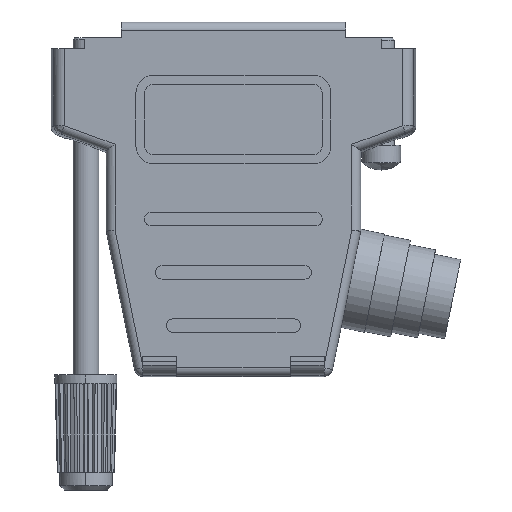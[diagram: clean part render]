
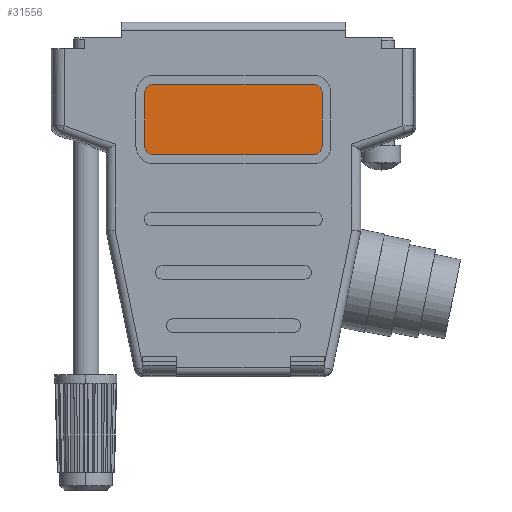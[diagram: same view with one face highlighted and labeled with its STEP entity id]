
A CAD part, front view. The second image highlights one B-rep face of the part: STEP entity #31556.
In plain terms, the highlighted planar face has unit normal (0, -1, 0).
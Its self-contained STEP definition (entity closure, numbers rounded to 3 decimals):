
#698 = CARTESIAN_POINT ( 'NONE',  ( -9., 0.2, -8. ) ) ;
#705 = DIRECTION ( 'NONE',  ( 0., -1., 0. ) ) ;
#867 = VERTEX_POINT ( 'NONE', #2883 ) ;
#1578 = ORIENTED_EDGE ( 'NONE', *, *, #19597, .T. ) ;
#1743 = VECTOR ( 'NONE', #5277, 1000. ) ;
#2057 = CARTESIAN_POINT ( 'NONE',  ( -9., 0.2, -15. ) ) ;
#2812 = CARTESIAN_POINT ( 'NONE',  ( 9., 0.2, -14. ) ) ;
#2861 = CARTESIAN_POINT ( 'NONE',  ( 9., 0.2, -7. ) ) ;
#2883 = CARTESIAN_POINT ( 'NONE',  ( -9., 0.2, -7. ) ) ;
#3129 = VERTEX_POINT ( 'NONE', #21615 ) ;
#3216 = AXIS2_PLACEMENT_3D ( 'NONE', #2812, #705, #8689 ) ;
#3262 = DIRECTION ( 'NONE',  ( 0., 0., -1. ) ) ;
#4201 = DIRECTION ( 'NONE',  ( 0., 0., -1. ) ) ;
#4599 = CARTESIAN_POINT ( 'NONE',  ( 10., 0.2, -14. ) ) ;
#5170 = DIRECTION ( 'NONE',  ( 0., -1., 0. ) ) ;
#5277 = DIRECTION ( 'NONE',  ( -1., 0., 0. ) ) ;
#5424 = AXIS2_PLACEMENT_3D ( 'NONE', #15804, #5170, #3262 ) ;
#6132 = CARTESIAN_POINT ( 'NONE',  ( 9., 0.2, -7. ) ) ;
#6195 = CARTESIAN_POINT ( 'NONE',  ( 10., 0.2, -14. ) ) ;
#6464 = DIRECTION ( 'NONE',  ( 0., 0., -1. ) ) ;
#6537 = LINE ( 'NONE', #6195, #11969 ) ;
#7351 = VERTEX_POINT ( 'NONE', #22452 ) ;
#8689 = DIRECTION ( 'NONE',  ( 0., 0., -1. ) ) ;
#8729 = CARTESIAN_POINT ( 'NONE',  ( -10., 0.2, -8. ) ) ;
#9072 = CIRCLE ( 'NONE', #29086, 1. ) ;
#10064 = VERTEX_POINT ( 'NONE', #6132 ) ;
#10610 = VERTEX_POINT ( 'NONE', #17178 ) ;
#11272 = EDGE_CURVE ( 'NONE', #10064, #867, #21296, .T. ) ;
#11604 = DIRECTION ( 'NONE',  ( 0., 0., 1. ) ) ;
#11969 = VECTOR ( 'NONE', #11604, 1000. ) ;
#12055 = FACE_OUTER_BOUND ( 'NONE', #23668, .T. ) ;
#13838 = ORIENTED_EDGE ( 'NONE', *, *, #16026, .T. ) ;
#14638 = ORIENTED_EDGE ( 'NONE', *, *, #16268, .T. ) ;
#14857 = AXIS2_PLACEMENT_3D ( 'NONE', #30673, #33275, #4201 ) ;
#14941 = AXIS2_PLACEMENT_3D ( 'NONE', #698, #24886, #16360 ) ;
#15639 = DIRECTION ( 'NONE',  ( 1., 0., 0. ) ) ;
#15804 = CARTESIAN_POINT ( 'NONE',  ( 9., 0.2, -8. ) ) ;
#16026 = EDGE_CURVE ( 'NONE', #867, #7351, #23841, .T. ) ;
#16268 = EDGE_CURVE ( 'NONE', #10610, #17938, #31301, .T. ) ;
#16350 = VECTOR ( 'NONE', #15639, 1000. ) ;
#16360 = DIRECTION ( 'NONE',  ( 0., 0., -1. ) ) ;
#16728 = EDGE_CURVE ( 'NONE', #7351, #3129, #21968, .T. ) ;
#17178 = CARTESIAN_POINT ( 'NONE',  ( -9., 0.2, -15. ) ) ;
#17458 = VECTOR ( 'NONE', #6464, 1000. ) ;
#17730 = CARTESIAN_POINT ( 'NONE',  ( -9., 0.2, -14. ) ) ;
#17938 = VERTEX_POINT ( 'NONE', #29807 ) ;
#18225 = CIRCLE ( 'NONE', #3216, 1. ) ;
#18625 = ORIENTED_EDGE ( 'NONE', *, *, #22802, .T. ) ;
#19597 = EDGE_CURVE ( 'NONE', #23134, #10064, #32117, .T. ) ;
#19880 = PLANE ( 'NONE',  #14857 ) ;
#19916 = EDGE_CURVE ( 'NONE', #17938, #26079, #18225, .T. ) ;
#20258 = CARTESIAN_POINT ( 'NONE',  ( 10., 0.2, -8. ) ) ;
#21296 = LINE ( 'NONE', #2861, #1743 ) ;
#21615 = CARTESIAN_POINT ( 'NONE',  ( -10., 0.2, -14. ) ) ;
#21968 = LINE ( 'NONE', #8729, #17458 ) ;
#22452 = CARTESIAN_POINT ( 'NONE',  ( -10., 0.2, -8. ) ) ;
#22802 = EDGE_CURVE ( 'NONE', #3129, #10610, #9072, .T. ) ;
#22876 = ORIENTED_EDGE ( 'NONE', *, *, #16728, .T. ) ;
#23134 = VERTEX_POINT ( 'NONE', #20258 ) ;
#23668 = EDGE_LOOP ( 'NONE', ( #1578, #30403, #13838, #22876, #18625, #14638, #23986, #31099 ) ) ;
#23841 = CIRCLE ( 'NONE', #14941, 1. ) ;
#23986 = ORIENTED_EDGE ( 'NONE', *, *, #19916, .T. ) ;
#24886 = DIRECTION ( 'NONE',  ( 0., -1., 0. ) ) ;
#26079 = VERTEX_POINT ( 'NONE', #4599 ) ;
#27211 = EDGE_CURVE ( 'NONE', #26079, #23134, #6537, .T. ) ;
#29086 = AXIS2_PLACEMENT_3D ( 'NONE', #17730, #33233, #33065 ) ;
#29807 = CARTESIAN_POINT ( 'NONE',  ( 9., 0.2, -15. ) ) ;
#30403 = ORIENTED_EDGE ( 'NONE', *, *, #11272, .T. ) ;
#30673 = CARTESIAN_POINT ( 'NONE',  ( 9., 0.2, -8. ) ) ;
#31099 = ORIENTED_EDGE ( 'NONE', *, *, #27211, .T. ) ;
#31301 = LINE ( 'NONE', #2057, #16350 ) ;
#31556 = ADVANCED_FACE ( 'NONE', ( #12055 ), #19880, .T. ) ;
#32117 = CIRCLE ( 'NONE', #5424, 1. ) ;
#33065 = DIRECTION ( 'NONE',  ( 0., 0., -1. ) ) ;
#33233 = DIRECTION ( 'NONE',  ( 0., -1., 0. ) ) ;
#33275 = DIRECTION ( 'NONE',  ( 0., -1., 0. ) ) ;
